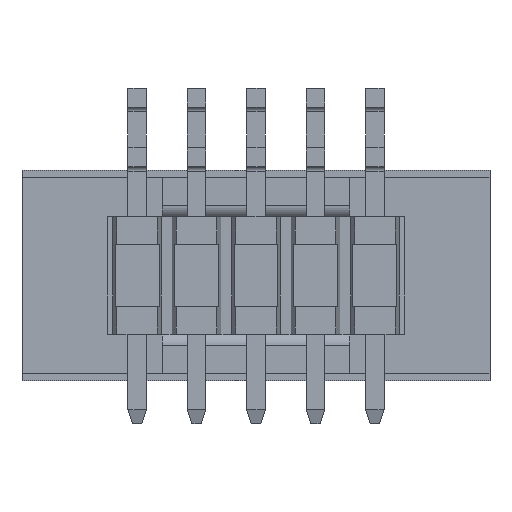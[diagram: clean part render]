
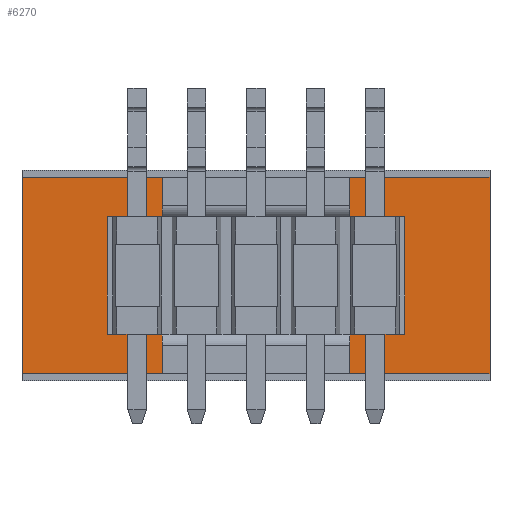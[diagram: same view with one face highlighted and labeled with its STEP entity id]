
A CAD part, front view. The second image highlights one B-rep face of the part: STEP entity #6270.
In plain terms, the highlighted planar face has unit normal (0, -1, 0).
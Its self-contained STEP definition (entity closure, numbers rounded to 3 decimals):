
#420=FACE_OUTER_BOUND('',#766,.T.);
#766=EDGE_LOOP('',(#5253,#5254,#5255,#5256,#5257,#5258,#5259,#5260,#5261,
#5262,#5263,#5264));
#1521=LINE('',#9855,#2303);
#1523=LINE('',#9859,#2305);
#1524=LINE('',#9861,#2306);
#1525=LINE('',#9863,#2307);
#1526=LINE('',#9865,#2308);
#1527=LINE('',#9867,#2309);
#1528=LINE('',#9869,#2310);
#1529=LINE('',#9871,#2311);
#1530=LINE('',#9873,#2312);
#1531=LINE('',#9875,#2313);
#1532=LINE('',#9877,#2314);
#1533=LINE('',#9878,#2315);
#2303=VECTOR('',#8181,1.);
#2305=VECTOR('',#8185,1.);
#2306=VECTOR('',#8186,1.);
#2307=VECTOR('',#8187,1.);
#2308=VECTOR('',#8188,1.);
#2309=VECTOR('',#8189,1.);
#2310=VECTOR('',#8190,1.);
#2311=VECTOR('',#8191,1.);
#2312=VECTOR('',#8192,1.);
#2313=VECTOR('',#8193,1.);
#2314=VECTOR('',#8194,1.);
#2315=VECTOR('',#8195,1.);
#2841=VERTEX_POINT('',#9852);
#2842=VERTEX_POINT('',#9854);
#2843=VERTEX_POINT('',#9858);
#2844=VERTEX_POINT('',#9860);
#2845=VERTEX_POINT('',#9862);
#2846=VERTEX_POINT('',#9864);
#2847=VERTEX_POINT('',#9866);
#2848=VERTEX_POINT('',#9868);
#2849=VERTEX_POINT('',#9870);
#2850=VERTEX_POINT('',#9872);
#2851=VERTEX_POINT('',#9874);
#2852=VERTEX_POINT('',#9876);
#3651=EDGE_CURVE('',#2842,#2841,#1521,.T.);
#3653=EDGE_CURVE('',#2843,#2841,#1523,.T.);
#3654=EDGE_CURVE('',#2844,#2843,#1524,.T.);
#3655=EDGE_CURVE('',#2844,#2845,#1525,.T.);
#3656=EDGE_CURVE('',#2845,#2846,#1526,.T.);
#3657=EDGE_CURVE('',#2847,#2846,#1527,.T.);
#3658=EDGE_CURVE('',#2848,#2847,#1528,.T.);
#3659=EDGE_CURVE('',#2848,#2849,#1529,.T.);
#3660=EDGE_CURVE('',#2849,#2850,#1530,.T.);
#3661=EDGE_CURVE('',#2851,#2850,#1531,.T.);
#3662=EDGE_CURVE('',#2852,#2851,#1532,.T.);
#3663=EDGE_CURVE('',#2852,#2842,#1533,.T.);
#5253=ORIENTED_EDGE('',*,*,#3651,.T.);
#5254=ORIENTED_EDGE('',*,*,#3653,.F.);
#5255=ORIENTED_EDGE('',*,*,#3654,.F.);
#5256=ORIENTED_EDGE('',*,*,#3655,.T.);
#5257=ORIENTED_EDGE('',*,*,#3656,.T.);
#5258=ORIENTED_EDGE('',*,*,#3657,.F.);
#5259=ORIENTED_EDGE('',*,*,#3658,.F.);
#5260=ORIENTED_EDGE('',*,*,#3659,.T.);
#5261=ORIENTED_EDGE('',*,*,#3660,.T.);
#5262=ORIENTED_EDGE('',*,*,#3661,.F.);
#5263=ORIENTED_EDGE('',*,*,#3662,.F.);
#5264=ORIENTED_EDGE('',*,*,#3663,.T.);
#5637=PLANE('',#6714);
#6270=ADVANCED_FACE('',(#420),#5637,.F.);
#6714=AXIS2_PLACEMENT_3D('',#9857,#8183,#8184);
#8181=DIRECTION('',(1.,0.,0.));
#8183=DIRECTION('center_axis',(0.,1.,0.));
#8184=DIRECTION('ref_axis',(-1.,0.,0.));
#8185=DIRECTION('',(0.,0.,1.));
#8186=DIRECTION('',(-1.,0.,0.));
#8187=DIRECTION('',(0.,0.,1.));
#8188=DIRECTION('',(-1.,0.,0.));
#8189=DIRECTION('',(0.,0.,1.));
#8190=DIRECTION('',(1.,0.,0.));
#8191=DIRECTION('',(0.,0.,1.));
#8192=DIRECTION('',(-1.,0.,0.));
#8193=DIRECTION('',(0.,0.,1.));
#8194=DIRECTION('',(-1.,0.,0.));
#8195=DIRECTION('',(0.,0.,1.));
#9852=CARTESIAN_POINT('',(0.234,2.485,-1.2));
#9854=CARTESIAN_POINT('',(-3.766,2.485,-1.2));
#9855=CARTESIAN_POINT('',(-6.766,2.485,-1.2));
#9857=CARTESIAN_POINT('Origin',(-6.766,2.485,-1.2));
#9858=CARTESIAN_POINT('',(0.234,2.485,-2.1));
#9859=CARTESIAN_POINT('',(0.234,2.485,-2.25));
#9860=CARTESIAN_POINT('',(3.234,2.485,-2.1));
#9861=CARTESIAN_POINT('',(-6.766,2.485,-2.1));
#9862=CARTESIAN_POINT('',(3.234,2.485,2.1));
#9863=CARTESIAN_POINT('',(3.234,2.485,-1.2));
#9864=CARTESIAN_POINT('',(0.234,2.485,2.1));
#9865=CARTESIAN_POINT('',(3.234,2.485,2.1));
#9866=CARTESIAN_POINT('',(0.234,2.485,1.2));
#9867=CARTESIAN_POINT('',(0.234,2.485,-2.25));
#9868=CARTESIAN_POINT('',(-3.766,2.485,1.2));
#9869=CARTESIAN_POINT('',(-6.766,2.485,1.2));
#9870=CARTESIAN_POINT('',(-3.766,2.485,2.1));
#9871=CARTESIAN_POINT('',(-3.766,2.485,-2.25));
#9872=CARTESIAN_POINT('',(-6.766,2.485,2.1));
#9873=CARTESIAN_POINT('',(-6.766,2.485,2.1));
#9874=CARTESIAN_POINT('',(-6.766,2.485,-2.1));
#9875=CARTESIAN_POINT('',(-6.766,2.485,-1.2));
#9876=CARTESIAN_POINT('',(-3.766,2.485,-2.1));
#9877=CARTESIAN_POINT('',(-6.766,2.485,-2.1));
#9878=CARTESIAN_POINT('',(-3.766,2.485,-2.25));
